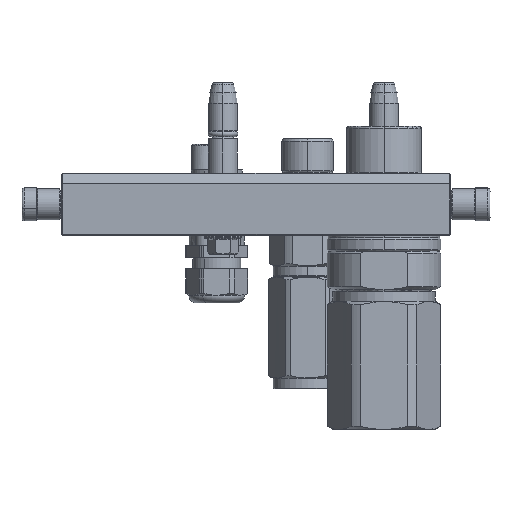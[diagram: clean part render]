
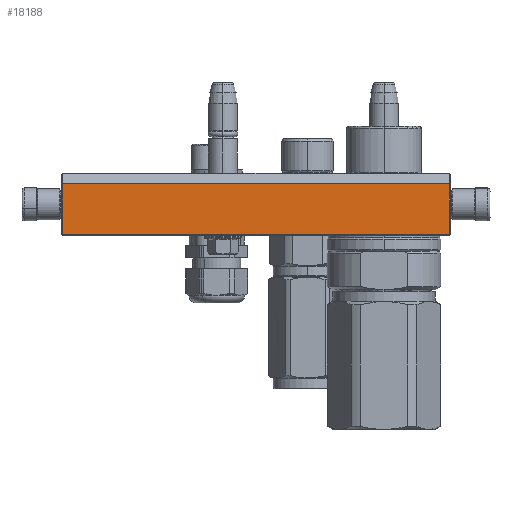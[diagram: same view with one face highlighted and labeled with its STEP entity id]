
A CAD part, left-side view. The second image highlights one B-rep face of the part: STEP entity #18188.
In plain terms, the highlighted face is planar.
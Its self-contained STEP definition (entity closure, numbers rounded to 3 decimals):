
#472 = DIRECTION ( 'NONE',  ( -1., 0., 0. ) ) ;
#1339 = CARTESIAN_POINT ( 'NONE',  ( 93.5, 29.5, -45. ) ) ;
#1700 = EDGE_CURVE ( 'NONE', #13186, #37817, #18131, .T. ) ;
#4092 = CARTESIAN_POINT ( 'NONE',  ( -93.5, 5., -45. ) ) ;
#4234 = ORIENTED_EDGE ( 'NONE', *, *, #15059, .F. ) ;
#8040 = LINE ( 'NONE', #48660, #47986 ) ;
#8420 = VECTOR ( 'NONE', #57160, 1000. ) ;
#12063 = CARTESIAN_POINT ( 'NONE',  ( 93.5, 5., -45. ) ) ;
#12792 = PLANE ( 'NONE',  #51287 ) ;
#13186 = VERTEX_POINT ( 'NONE', #4092 ) ;
#14354 = VECTOR ( 'NONE', #37814, 1000. ) ;
#15059 = EDGE_CURVE ( 'NONE', #19334, #51378, #8040, .T. ) ;
#18131 = LINE ( 'NONE', #41279, #8420 ) ;
#18188 = ADVANCED_FACE ( 'NONE', ( #64455 ), #12792, .T. ) ;
#19096 = ORIENTED_EDGE ( 'NONE', *, *, #31546, .T. ) ;
#19334 = VERTEX_POINT ( 'NONE', #12063 ) ;
#23057 = EDGE_LOOP ( 'NONE', ( #42457, #40120, #4234, #19096 ) ) ;
#26232 = CARTESIAN_POINT ( 'NONE',  ( -93.5, 29.5, -45. ) ) ;
#31546 = EDGE_CURVE ( 'NONE', #19334, #13186, #43839, .T. ) ;
#37814 = DIRECTION ( 'NONE',  ( -1., 0., 0. ) ) ;
#37817 = VERTEX_POINT ( 'NONE', #26232 ) ;
#40120 = ORIENTED_EDGE ( 'NONE', *, *, #43083, .F. ) ;
#41279 = CARTESIAN_POINT ( 'NONE',  ( -93.5, 5., -45. ) ) ;
#41781 = CARTESIAN_POINT ( 'NONE',  ( 93.5, 5., -45. ) ) ;
#42457 = ORIENTED_EDGE ( 'NONE', *, *, #1700, .T. ) ;
#42776 = CARTESIAN_POINT ( 'NONE',  ( 93.5, 29.5, -45. ) ) ;
#43083 = EDGE_CURVE ( 'NONE', #51378, #37817, #59204, .T. ) ;
#43839 = LINE ( 'NONE', #41781, #47891 ) ;
#44006 = DIRECTION ( 'NONE',  ( -1., 0., 0. ) ) ;
#47891 = VECTOR ( 'NONE', #472, 1000. ) ;
#47986 = VECTOR ( 'NONE', #64828, 1000. ) ;
#48660 = CARTESIAN_POINT ( 'NONE',  ( 93.5, 5., -45. ) ) ;
#51287 = AXIS2_PLACEMENT_3D ( 'NONE', #54260, #59505, #44006 ) ;
#51378 = VERTEX_POINT ( 'NONE', #42776 ) ;
#54260 = CARTESIAN_POINT ( 'NONE',  ( 94., 0., -45. ) ) ;
#57160 = DIRECTION ( 'NONE',  ( 0., 1., 0. ) ) ;
#59204 = LINE ( 'NONE', #1339, #14354 ) ;
#59505 = DIRECTION ( 'NONE',  ( 0., 0., -1. ) ) ;
#64455 = FACE_OUTER_BOUND ( 'NONE', #23057, .T. ) ;
#64828 = DIRECTION ( 'NONE',  ( 0., 1., 0. ) ) ;
